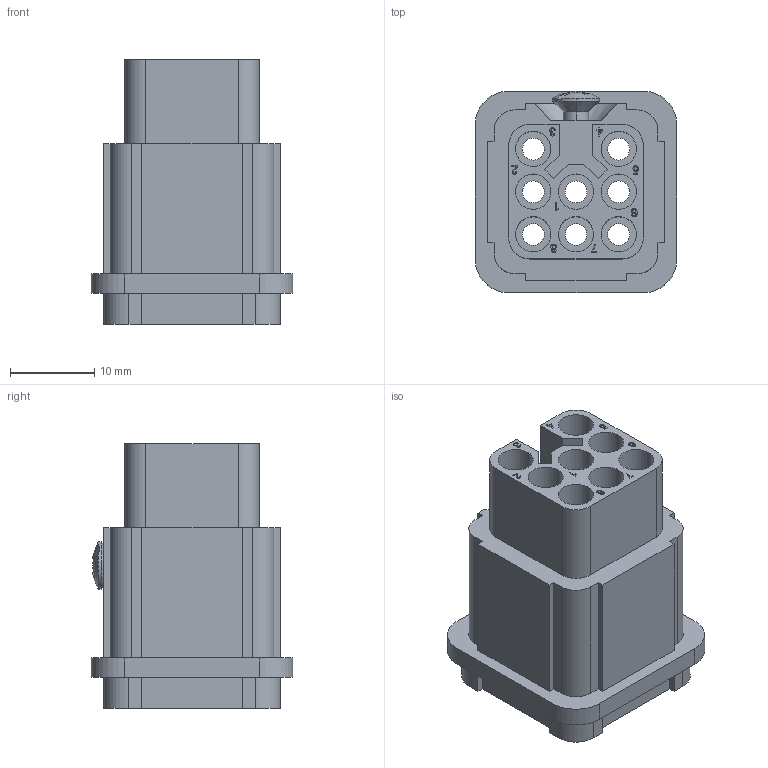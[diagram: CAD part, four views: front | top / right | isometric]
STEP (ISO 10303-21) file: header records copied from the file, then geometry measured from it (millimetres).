
FILE_DESCRIPTION(('Creo Elements/Direct Modeling STEP Export'),'2;1');
FILE_NAME('0ln7uvk4598amgp3824','2016-10-18T16:42:52',(''),(''),'PTC Creo Elements/Direct Modeling STEP processor for AP214 (Solid Model)','PTC Creo Elements/Direct Modeling 19.0E 27-Jun-2016 (C) Parametric Technology GmbH','');
FILE_SCHEMA(('AUTOMOTIVE_DESIGN { 1 0 10303 214 1 1 1 1 }'));
Length unit declared in the file: millimetre
Products named in the file (2): CDM_08
Assembly tree (1 placements, depth 2):
  CDM_08
    CDM_08
Bounding box: 24 x 24 x 31.5 mm (x, y, z)
Volume: 5948 mm3; surface area: 6695.9 mm2
Topology: 1 solids, 1 shells, 223 faces, 1309 edges, 1135 vertices
Faces by surface type: plane 156, cylinder 62, cone 3, sphere 2
Entity records: 14736 total; most frequent: ORIENTED_EDGE 2618, CARTESIAN_POINT 2543, DIRECTION 1693, EDGE_CURVE 1309, VERTEX_POINT 1135, VECTOR 1123, LINE 1123, EDGE_LOOP 286
